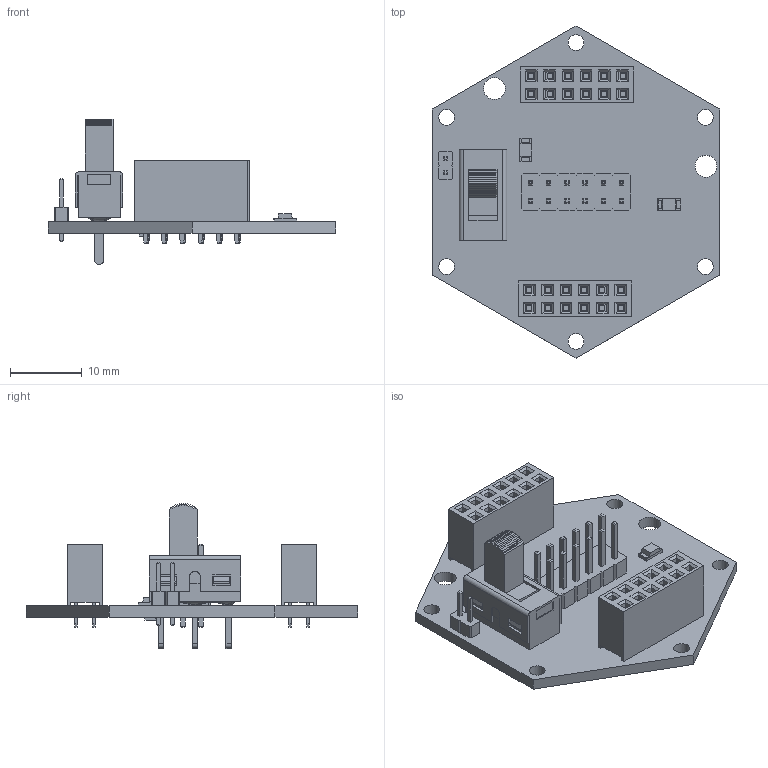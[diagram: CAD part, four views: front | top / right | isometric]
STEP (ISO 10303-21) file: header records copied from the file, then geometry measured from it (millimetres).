
FILE_DESCRIPTION(('FreeCAD Model'),'2;1');
FILE_NAME('Open CASCADE Shape Model','2024-01-18T18:22:35',('Author'),( ''),'Open CASCADE STEP processor 7.5','FreeCAD','Unknown');
FILE_SCHEMA(('AUTOMOTIVE_DESIGN { 1 0 10303 214 1 1 1 1 }'));
Length unit declared in the file: millimetre
Products named in the file (14): CONN; Local_CS_4315; Board_Geoms_4315; Pcb_4315; PCB_Sketch_4315; Step_Models_4315; Top_4315; D2_LED_1206_3216Metric_0ebf19485fa2; J10_PinHeader_1x02_P200mm_Vertical_6e60c7b1ac8b; J1_ZL262-12D_P2-54_L15-74_W5_H8-5_6bbc479e31c9; S1_500SSPxS2M2xEA.stp_1eaf5ee6ac72; J3_PinHeader_2x06_P254mm_Vertical_51c3721cec04; Bot_4315; R1_R_0603_1608Metric_b0bc053cb9ce
Assembly tree (15 placements, depth 4):
  CONN
    Local_CS_4315
    Board_Geoms_4315
      Pcb_4315
      PCB_Sketch_4315
    Step_Models_4315
      Top_4315
        D2_LED_1206_3216Metric_0ebf19485fa2  x2
        J10_PinHeader_1x02_P200mm_Vertical_6e60c7b1ac8b
        J1_ZL262-12D_P2-54_L15-74_W5_H8-5_6bbc479e31c9  x2
        S1_500SSPxS2M2xEA.stp_1eaf5ee6ac72
        J3_PinHeader_2x06_P254mm_Vertical_51c3721cec04
      Bot_4315
        R1_R_0603_1608Metric_b0bc053cb9ce
Bounding box: 40 x 46.19 x 20.19 mm (x, y, z)
Volume: 3929.6 mm3; surface area: 7657.3 mm2
Topology: 9 solids, 9 shells, 1390 faces, 3591 edges, 2331 vertices
Faces by surface type: plane 1290, cylinder 91, bspline 8, cone 1
Full cylindrical faces by diameter (mm): 0.8 x2, 1 x36, 1.85 x3, 2.2 x6, 2.4 x1, 3.041 x2
Entity records: 34294 total; most frequent: CARTESIAN_POINT 5773, ORIENTED_EDGE 5064, DIRECTION 4697, EDGE_CURVE 2532, LINE 2315, VECTOR 2315, VERTEX_POINT 1633, AXIS2_PLACEMENT_3D 1191
